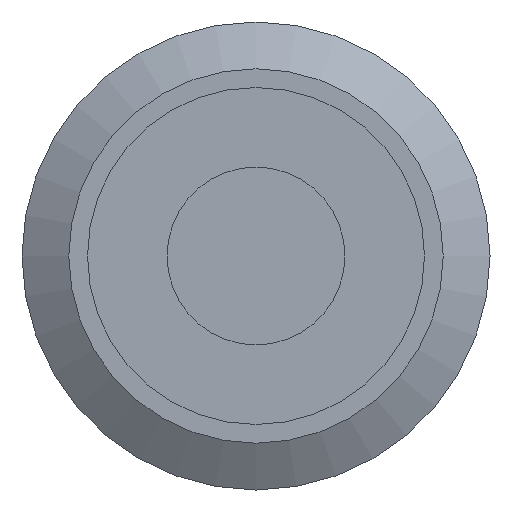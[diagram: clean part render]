
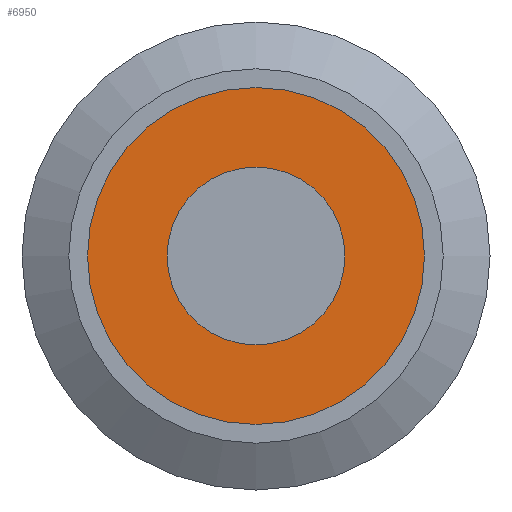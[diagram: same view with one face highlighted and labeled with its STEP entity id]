
A CAD part, left-side view. The second image highlights one B-rep face of the part: STEP entity #6950.
In plain terms, the highlighted planar face has unit normal (-1, 0, 0).
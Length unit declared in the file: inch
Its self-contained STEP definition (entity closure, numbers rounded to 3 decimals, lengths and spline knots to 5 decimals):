
#6910=CARTESIAN_POINT('',(-0.07087,0.,-0.18701));
#6911=VERTEX_POINT('',#6910);
#6912=CARTESIAN_POINT('',(-0.07087,0.0,0.0));
#6913=DIRECTION('',(1.0,0.0,0.0));
#6914=DIRECTION('',(0.0,0.0,1.0));
#6915=AXIS2_PLACEMENT_3D('',#6912,#6913,#6914);
#6916=CIRCLE('',#6915,0.18701);
#6917=EDGE_CURVE('',#6911,#6911,#6916,.T.);
#6922=CARTESIAN_POINT('',(-0.07087,0.0,0.0));
#6923=DIRECTION('',(1.0,0.0,0.0));
#6924=DIRECTION('',(0.0,0.0,1.0));
#6925=AXIS2_PLACEMENT_3D('',#6922,#6923,#6924);
#6926=PLANE('',#6925);
#6927=CARTESIAN_POINT('',(-0.07087,0.0,0.35433));
#6928=VERTEX_POINT('',#6927);
#6929=CARTESIAN_POINT('',(-0.07087,0.,-0.35433));
#6930=VERTEX_POINT('',#6929);
#6931=CARTESIAN_POINT('',(-0.07087,0.0,0.0));
#6932=DIRECTION('',(-1.0,0.0,0.0));
#6933=DIRECTION('',(0.0,0.0,1.0));
#6934=AXIS2_PLACEMENT_3D('',#6931,#6932,#6933);
#6935=CIRCLE('',#6934,0.35433);
#6936=EDGE_CURVE('',#6928,#6930,#6935,.T.);
#6937=ORIENTED_EDGE('',*,*,#6936,.T.);
#6938=CARTESIAN_POINT('',(-0.07087,0.0,0.0));
#6939=DIRECTION('',(-1.0,0.0,0.0));
#6940=DIRECTION('',(0.0,0.0,1.0));
#6941=AXIS2_PLACEMENT_3D('',#6938,#6939,#6940);
#6942=CIRCLE('',#6941,0.35433);
#6943=EDGE_CURVE('',#6930,#6928,#6942,.T.);
#6944=ORIENTED_EDGE('',*,*,#6943,.T.);
#6945=EDGE_LOOP('',(#6937,#6944));
#6946=FACE_OUTER_BOUND('',#6945,.T.);
#6947=ORIENTED_EDGE('',*,*,#6917,.T.);
#6948=EDGE_LOOP('',(#6947));
#6949=FACE_BOUND('',#6948,.T.);
#6950=ADVANCED_FACE('',(#6946,#6949),#6926,.F.);
